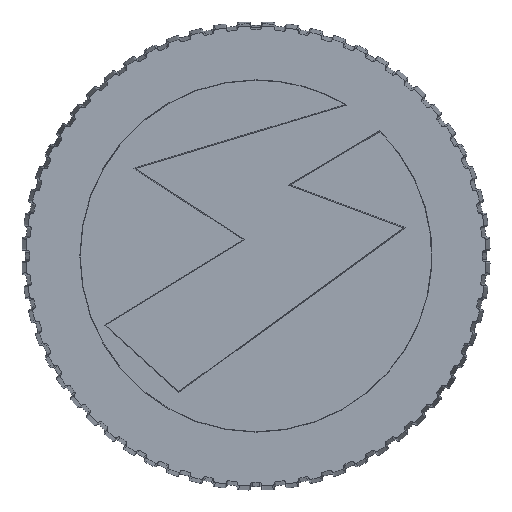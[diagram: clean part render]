
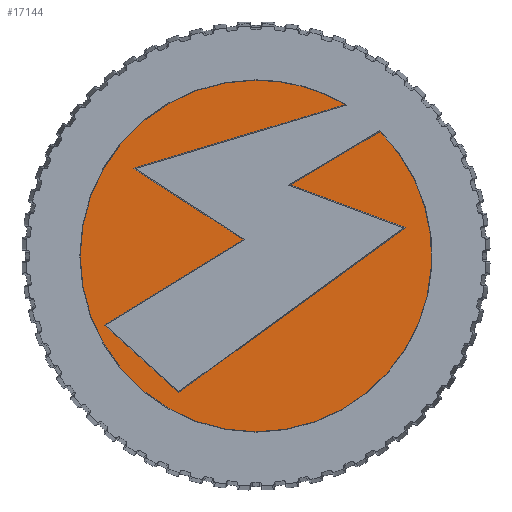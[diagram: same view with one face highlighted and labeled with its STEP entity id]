
A CAD part, front view. The second image highlights one B-rep face of the part: STEP entity #17144.
In plain terms, the highlighted planar face has unit normal (0, -1, 0).
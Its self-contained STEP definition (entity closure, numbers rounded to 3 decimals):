
#65 = VERTEX_POINT ( 'NONE', #24725 ) ;
#93 = CARTESIAN_POINT ( 'NONE',  ( -8.454, 0.5, -3.844 ) ) ;
#458 = ORIENTED_EDGE ( 'NONE', *, *, #16719, .F. ) ;
#544 = CIRCLE ( 'NONE', #9123, 9.783 ) ;
#726 = ORIENTED_EDGE ( 'NONE', *, *, #1069, .T. ) ;
#854 = DIRECTION ( 'NONE',  ( -0.938, 0., 0.347 ) ) ;
#1069 = EDGE_CURVE ( 'NONE', #20617, #20600, #544, .T. ) ;
#1492 = LINE ( 'NONE', #20761, #5678 ) ;
#1805 = DIRECTION ( 'NONE',  ( 0.809, 0., 0.588 ) ) ;
#1875 = DIRECTION ( 'NONE',  ( 0., 0., -1. ) ) ;
#1973 = ORIENTED_EDGE ( 'NONE', *, *, #24364, .F. ) ;
#2108 = CARTESIAN_POINT ( 'NONE',  ( 0., 0.5, 0. ) ) ;
#2222 = CARTESIAN_POINT ( 'NONE',  ( 0., 0.5, 0. ) ) ;
#2773 = DIRECTION ( 'NONE',  ( 0.743, 0., -0.67 ) ) ;
#3109 = DIRECTION ( 'NONE',  ( 0., -1., 0. ) ) ;
#3376 = LINE ( 'NONE', #22494, #21314 ) ;
#3633 = VERTEX_POINT ( 'NONE', #25505 ) ;
#3733 = EDGE_LOOP ( 'NONE', ( #30827, #27816, #726, #18456, #8774, #10297, #458, #1973, #23548, #22976 ) ) ;
#4302 = DIRECTION ( 'NONE',  ( 0.839, 0., -0.544 ) ) ;
#4489 = VECTOR ( 'NONE', #30144, 1000. ) ;
#5477 = EDGE_CURVE ( 'NONE', #25241, #5662, #26316, .T. ) ;
#5662 = VERTEX_POINT ( 'NONE', #8612 ) ;
#5678 = VECTOR ( 'NONE', #1805, 1000. ) ;
#5784 = CARTESIAN_POINT ( 'NONE',  ( -8.454, 0.5, -3.844 ) ) ;
#6666 = DIRECTION ( 'NONE',  ( 0., 0., -1. ) ) ;
#7562 = CARTESIAN_POINT ( 'NONE',  ( 8.32, 0.5, 1.574 ) ) ;
#7680 = EDGE_CURVE ( 'NONE', #23306, #65, #12797, .T. ) ;
#7863 = FACE_OUTER_BOUND ( 'NONE', #3733, .T. ) ;
#8151 = VECTOR ( 'NONE', #26014, 1000. ) ;
#8612 = CARTESIAN_POINT ( 'NONE',  ( -4.294, 0.5, -7.594 ) ) ;
#8655 = CARTESIAN_POINT ( 'NONE',  ( 0., 0.5, -9.783 ) ) ;
#8774 = ORIENTED_EDGE ( 'NONE', *, *, #18150, .T. ) ;
#9123 = AXIS2_PLACEMENT_3D ( 'NONE', #2108, #21376, #12051 ) ;
#9839 = CARTESIAN_POINT ( 'NONE',  ( -1.911, 0.5, 6.357 ) ) ;
#10056 = PLANE ( 'NONE',  #17299 ) ;
#10297 = ORIENTED_EDGE ( 'NONE', *, *, #7680, .F. ) ;
#10891 = LINE ( 'NONE', #20519, #4489 ) ;
#11831 = CARTESIAN_POINT ( 'NONE',  ( 0., 0.5, 0. ) ) ;
#12051 = DIRECTION ( 'NONE',  ( 0., 0., -1. ) ) ;
#12281 = VECTOR ( 'NONE', #29369, 1000. ) ;
#12797 = LINE ( 'NONE', #22433, #12281 ) ;
#13055 = DIRECTION ( 'NONE',  ( 0., 0., -1. ) ) ;
#13174 = AXIS2_PLACEMENT_3D ( 'NONE', #2222, #24017, #6666 ) ;
#13833 = VERTEX_POINT ( 'NONE', #7562 ) ;
#15377 = CARTESIAN_POINT ( 'NONE',  ( -0.706, 0.5, 0.911 ) ) ;
#15694 = CIRCLE ( 'NONE', #13174, 9.783 ) ;
#16218 = LINE ( 'NONE', #9839, #8151 ) ;
#16719 = EDGE_CURVE ( 'NONE', #13833, #23306, #3376, .T. ) ;
#16724 = VERTEX_POINT ( 'NONE', #15377 ) ;
#17144 = ADVANCED_FACE ( 'NONE', ( #7863 ), #10056, .T. ) ;
#17166 = CARTESIAN_POINT ( 'NONE',  ( 0., 0.5, 0. ) ) ;
#17299 = AXIS2_PLACEMENT_3D ( 'NONE', #17166, #3109, #13055 ) ;
#18150 = EDGE_CURVE ( 'NONE', #23491, #65, #26796, .T. ) ;
#18456 = ORIENTED_EDGE ( 'NONE', *, *, #22119, .T. ) ;
#19289 = LINE ( 'NONE', #28289, #28886 ) ;
#20216 = VECTOR ( 'NONE', #2773, 1000. ) ;
#20519 = CARTESIAN_POINT ( 'NONE',  ( -0.706, 0.5, 0.911 ) ) ;
#20600 = VERTEX_POINT ( 'NONE', #25091 ) ;
#20617 = VERTEX_POINT ( 'NONE', #24939 ) ;
#20761 = CARTESIAN_POINT ( 'NONE',  ( -4.294, 0.5, -7.594 ) ) ;
#21314 = VECTOR ( 'NONE', #854, 1000. ) ;
#21376 = DIRECTION ( 'NONE',  ( 0., -1., 0. ) ) ;
#22119 = EDGE_CURVE ( 'NONE', #20600, #23491, #15694, .T. ) ;
#22433 = CARTESIAN_POINT ( 'NONE',  ( 1.903, 0.5, 3.952 ) ) ;
#22494 = CARTESIAN_POINT ( 'NONE',  ( 8.32, 0.5, 1.574 ) ) ;
#22747 = EDGE_CURVE ( 'NONE', #3633, #20617, #16218, .T. ) ;
#22976 = ORIENTED_EDGE ( 'NONE', *, *, #28675, .F. ) ;
#23273 = AXIS2_PLACEMENT_3D ( 'NONE', #11831, #28240, #1875 ) ;
#23306 = VERTEX_POINT ( 'NONE', #28561 ) ;
#23491 = VERTEX_POINT ( 'NONE', #8655 ) ;
#23548 = ORIENTED_EDGE ( 'NONE', *, *, #5477, .F. ) ;
#24017 = DIRECTION ( 'NONE',  ( 0., -1., 0. ) ) ;
#24364 = EDGE_CURVE ( 'NONE', #5662, #13833, #1492, .T. ) ;
#24725 = CARTESIAN_POINT ( 'NONE',  ( 6.909, 0.5, 6.925 ) ) ;
#24939 = CARTESIAN_POINT ( 'NONE',  ( 4.971, 0.5, 8.425 ) ) ;
#25091 = CARTESIAN_POINT ( 'NONE',  ( 0., 0.5, 9.783 ) ) ;
#25241 = VERTEX_POINT ( 'NONE', #5784 ) ;
#25505 = CARTESIAN_POINT ( 'NONE',  ( -6.824, 0.5, 4.879 ) ) ;
#25651 = EDGE_CURVE ( 'NONE', #3633, #16724, #19289, .T. ) ;
#26014 = DIRECTION ( 'NONE',  ( 0.958, 0., 0.288 ) ) ;
#26316 = LINE ( 'NONE', #93, #20216 ) ;
#26796 = CIRCLE ( 'NONE', #23273, 9.783 ) ;
#27816 = ORIENTED_EDGE ( 'NONE', *, *, #22747, .T. ) ;
#28240 = DIRECTION ( 'NONE',  ( 0., -1., 0. ) ) ;
#28289 = CARTESIAN_POINT ( 'NONE',  ( -6.824, 0.5, 4.879 ) ) ;
#28561 = CARTESIAN_POINT ( 'NONE',  ( 1.903, 0.5, 3.952 ) ) ;
#28675 = EDGE_CURVE ( 'NONE', #16724, #25241, #10891, .T. ) ;
#28886 = VECTOR ( 'NONE', #4302, 1000. ) ;
#29369 = DIRECTION ( 'NONE',  ( 0.86, 0., 0.511 ) ) ;
#30144 = DIRECTION ( 'NONE',  ( -0.852, 0., -0.523 ) ) ;
#30827 = ORIENTED_EDGE ( 'NONE', *, *, #25651, .F. ) ;
